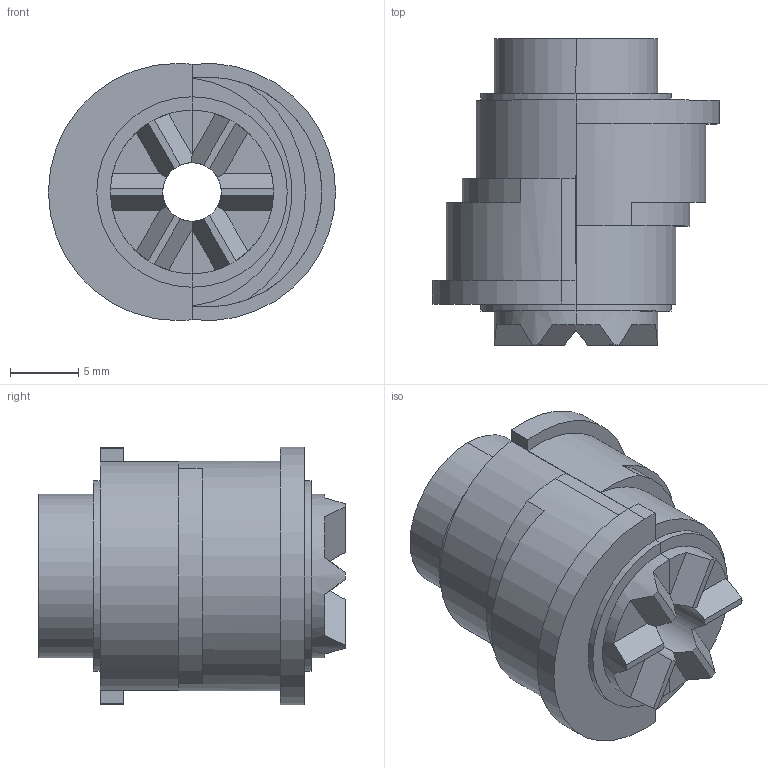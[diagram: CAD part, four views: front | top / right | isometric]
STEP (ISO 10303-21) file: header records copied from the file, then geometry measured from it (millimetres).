
FILE_DESCRIPTION (( 'STEP AP214' ), '1' );
FILE_NAME ('Eccentric Shaft - FDM.STEP', '2023-08-13T18:45:48', ( '' ), ( '' ), 'SwSTEP 2.0', 'SolidWorks 2022', '' );
FILE_SCHEMA (( 'AUTOMOTIVE_DESIGN' ));
Length unit declared in the file: millimetre
Products named in the file (1): Eccentric Shaft - FDM
Bounding box: 21.1 x 22.5 x 18.9 mm (x, y, z)
Volume: 3861.1 mm3; surface area: 2508.2 mm2
Topology: 2 solids, 2 shells, 78 faces, 218 edges, 144 vertices
Faces by surface type: plane 48, cylinder 30
Entity records: 2573 total; most frequent: CARTESIAN_POINT 513, ORIENTED_EDGE 436, DIRECTION 432, EDGE_CURVE 218, AXIS2_PLACEMENT_3D 159, VERTEX_POINT 144, VECTOR 114, LINE 114
